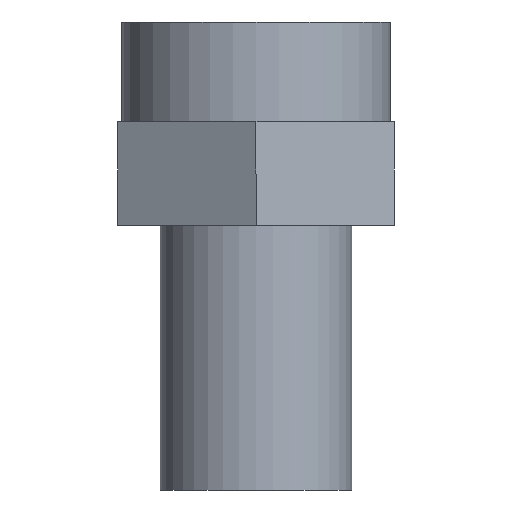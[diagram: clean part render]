
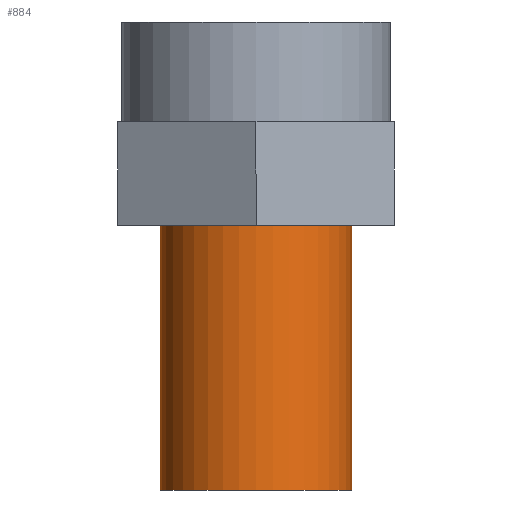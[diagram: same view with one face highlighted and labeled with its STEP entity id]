
A CAD part, front view. The second image highlights one B-rep face of the part: STEP entity #884.
In plain terms, the highlighted cylindrical face has radius 12.5 mm (diameter 25 mm), a partial arc.
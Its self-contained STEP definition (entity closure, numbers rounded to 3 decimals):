
#45 = CARTESIAN_POINT ( 'NONE',  ( 12.5, 0., 0. ) ) ;
#243 = LINE ( 'NONE', #45, #786 ) ;
#266 = VERTEX_POINT ( 'NONE', #789 ) ;
#345 = VERTEX_POINT ( 'NONE', #879 ) ;
#363 = ORIENTED_EDGE ( 'NONE', *, *, #1178, .F. ) ;
#373 = ORIENTED_EDGE ( 'NONE', *, *, #750, .T. ) ;
#399 = VERTEX_POINT ( 'NONE', #697 ) ;
#467 = DIRECTION ( 'NONE',  ( 1., 0., 0. ) ) ;
#497 = AXIS2_PLACEMENT_3D ( 'NONE', #756, #1132, #565 ) ;
#517 = AXIS2_PLACEMENT_3D ( 'NONE', #1017, #1217, #467 ) ;
#565 = DIRECTION ( 'NONE',  ( 1., 0., 0. ) ) ;
#577 = ORIENTED_EDGE ( 'NONE', *, *, #1085, .T. ) ;
#603 = EDGE_CURVE ( 'NONE', #748, #399, #1058, .T. ) ;
#634 = DIRECTION ( 'NONE',  ( 0., 0., 1. ) ) ;
#697 = CARTESIAN_POINT ( 'NONE',  ( 12.5, 0., -26.5 ) ) ;
#699 = VECTOR ( 'NONE', #855, 1000. ) ;
#748 = VERTEX_POINT ( 'NONE', #990 ) ;
#750 = EDGE_CURVE ( 'NONE', #345, #399, #243, .T. ) ;
#756 = CARTESIAN_POINT ( 'NONE',  ( 0., 0., 0. ) ) ;
#781 = LINE ( 'NONE', #865, #699 ) ;
#786 = VECTOR ( 'NONE', #634, 1000. ) ;
#789 = CARTESIAN_POINT ( 'NONE',  ( -12.5, 0., -61. ) ) ;
#814 = ORIENTED_EDGE ( 'NONE', *, *, #603, .F. ) ;
#855 = DIRECTION ( 'NONE',  ( 0., 0., 1. ) ) ;
#865 = CARTESIAN_POINT ( 'NONE',  ( -12.5, 0., 0. ) ) ;
#879 = CARTESIAN_POINT ( 'NONE',  ( 12.5, 0., -61. ) ) ;
#884 = ADVANCED_FACE ( 'NONE', ( #1035 ), #1236, .T. ) ;
#911 = DIRECTION ( 'NONE',  ( 1., 0., 0. ) ) ;
#918 = DIRECTION ( 'NONE',  ( 0., 0., 1. ) ) ;
#990 = CARTESIAN_POINT ( 'NONE',  ( -12.5, 0., -26.5 ) ) ;
#993 = CIRCLE ( 'NONE', #517, 12.5 ) ;
#1016 = CARTESIAN_POINT ( 'NONE',  ( 0., 0., -26.5 ) ) ;
#1017 = CARTESIAN_POINT ( 'NONE',  ( 0., 0., -61. ) ) ;
#1035 = FACE_OUTER_BOUND ( 'NONE', #1110, .T. ) ;
#1058 = CIRCLE ( 'NONE', #1167, 12.5 ) ;
#1085 = EDGE_CURVE ( 'NONE', #266, #345, #993, .T. ) ;
#1110 = EDGE_LOOP ( 'NONE', ( #363, #577, #373, #814 ) ) ;
#1132 = DIRECTION ( 'NONE',  ( 0., 0., 1. ) ) ;
#1167 = AXIS2_PLACEMENT_3D ( 'NONE', #1016, #918, #911 ) ;
#1178 = EDGE_CURVE ( 'NONE', #266, #748, #781, .T. ) ;
#1217 = DIRECTION ( 'NONE',  ( 0., 0., 1. ) ) ;
#1236 = CYLINDRICAL_SURFACE ( 'NONE', #497, 12.5 ) ;
